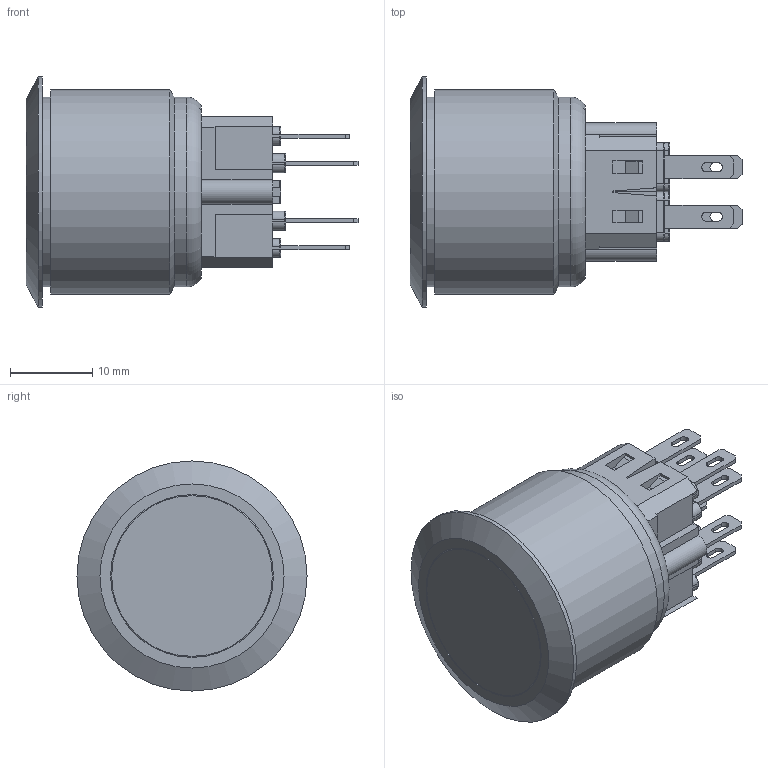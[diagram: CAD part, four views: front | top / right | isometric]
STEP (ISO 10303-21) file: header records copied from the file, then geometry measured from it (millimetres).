
FILE_DESCRIPTION(/* description */ (''),/* implementation_level */ '2;1');
FILE_NAME(/* name */ 'PV8F2V0xx.stp',/* time_stamp */ '2024-07-18T09:54:20-05:00',/* author */ ('mwilliams'),/* organization */ (''),/* preprocessor_version */ 'ST-DEVELOPER v18.1',/* originating_system */ 'Autodesk Inventor 2022',/* authorisation */ '');
FILE_SCHEMA (('AUTOMOTIVE_DESIGN { 1 0 10303 214 3 1 1 }'));
Length unit declared in the file: inch
Products named in the file (1): 000003100_Simplify_1
Bounding box: 40.4 x 28 x 28 mm (x, y, z)
Volume: 7498.7 mm3; surface area: 6092.9 mm2
Topology: 1 solids, 2 shells, 421 faces, 1080 edges, 667 vertices
Faces by surface type: plane 280, cylinder 105, torus 34, cone 2
Full cylindrical faces by diameter (mm): 1.75 x1, 19.8 x2, 23.1 x2, 24.9 x1, 28 x1
Entity records: 12636 total; most frequent: DIRECTION 2173, CARTESIAN_POINT 2169, ORIENTED_EDGE 2160, EDGE_CURVE 1080, LINE 831, VECTOR 831, AXIS2_PLACEMENT_3D 671, VERTEX_POINT 667
